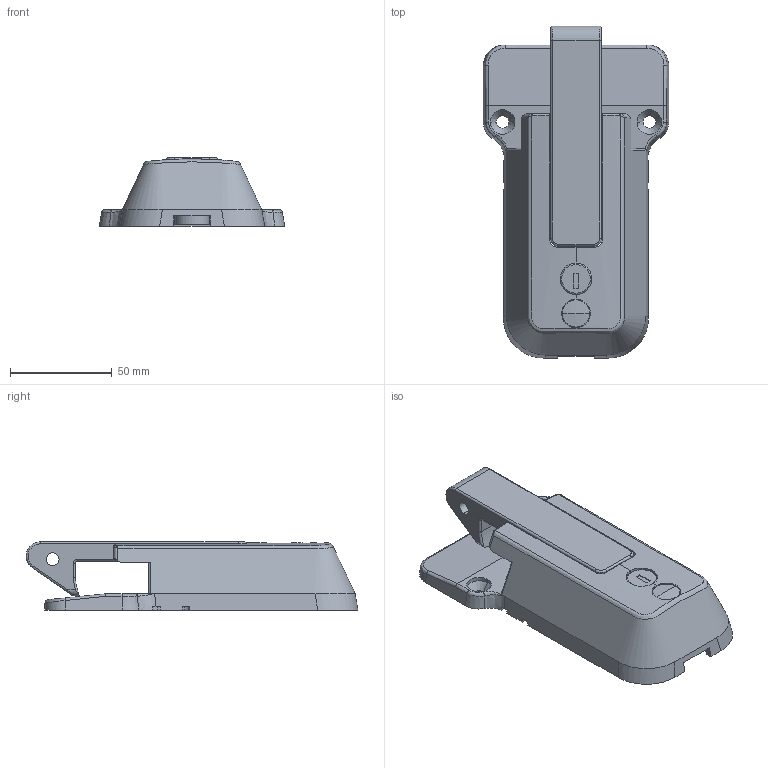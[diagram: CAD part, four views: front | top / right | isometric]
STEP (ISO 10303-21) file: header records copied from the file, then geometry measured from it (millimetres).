
FILE_DESCRIPTION (( 'STEP AP203' ), '1' );
FILE_NAME ('FA-1810-C-2L.STEP', '2019-09-10T04:41:33', ( '' ), ( '' ), 'SwSTEP 2.0', 'SolidWorks 2014', '' );
FILE_SCHEMA (( 'CONFIG_CONTROL_DESIGN' ));
Length unit declared in the file: millimetre
Products named in the file (13): FA-1810-C-2L_バネガイド_; FA-1810-C-2L_本体_; FA-1810-C-2L_十字穴付皿小ねじ_内径基準ver1.02__M4x8十字穴付皿小ねじ(SUS); T0230儘乕僞乕_岞奐梡_T儘乕僞乕; FA-1810-C-2L; FA-1810-C-2L_スプリング受軸_; FA-1810-C-2L_ハンドルカマ_; FA-1810-C-2L_止め金スペーサー_; FA-1810-C-2L_カマ回転軸_; FA-1810-C-2L_バネ受けプレート_; FA-1810-C-2L_十字穴付小ねじ_内径基準ver1.02__M4x8十字穴付なべ小ねじ(SUS)SWシングルセムス(P2); FA-1810-C-2L_ƒrƒXƒLƒƒƒbƒv__Assy—p; FA-1810-C-2L_カム_
Assembly tree (15 placements, depth 2):
  FA-1810-C-2L
    FA-1810-C-2L_本体_
    FA-1810-C-2L_ハンドルカマ_
    FA-1810-C-2L_ƒrƒXƒLƒƒƒbƒv__Assy—p
    T0230儘乕僞乕_岞奐梡_T儘乕僞乕
    FA-1810-C-2L_バネ受けプレート_
    FA-1810-C-2L_カマ回転軸_
    FA-1810-C-2L_バネガイド_
    FA-1810-C-2L_スプリング受軸_
    FA-1810-C-2L_十字穴付小ねじ_内径基準ver1.02__M4x8十字穴付なべ小ねじ(SUS)SWシングルセムス(P2)  x2
    FA-1810-C-2L_十字穴付皿小ねじ_内径基準ver1.02__M4x8十字穴付皿小ねじ(SUS)  x3
    FA-1810-C-2L_止め金スペーサー_
    FA-1810-C-2L_カム_
Bounding box: 91 x 162.89 x 33.5 mm (x, y, z)
Volume: 132950.3 mm3; surface area: 68438.9 mm2
Topology: 15 solids, 15 shells, 742 faces, 1953 edges, 1250 vertices
Faces by surface type: plane 366, cylinder 254, cone 60, bspline 34, torus 22, sphere 6
Entity records: 25671 total; most frequent: CARTESIAN_POINT 8871, ORIENTED_EDGE 3292, DIRECTION 3132, EDGE_CURVE 1646, AXIS2_PLACEMENT_3D 1085, VERTEX_POINT 1060, VECTOR 962, LINE 962
